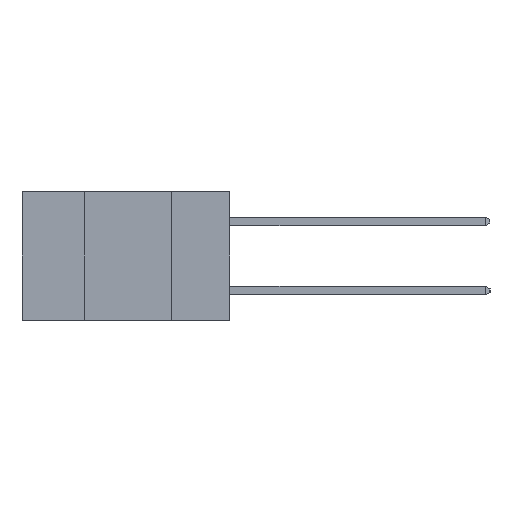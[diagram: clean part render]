
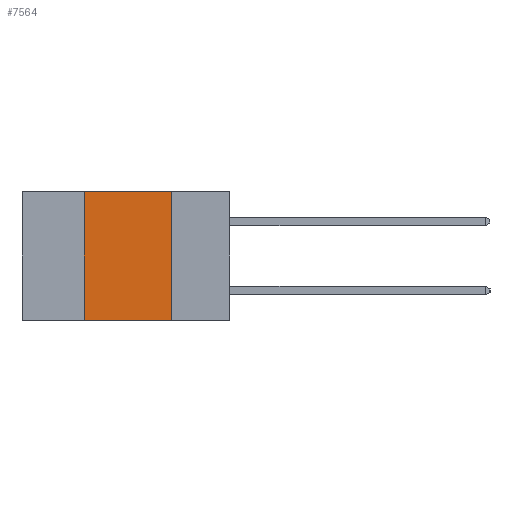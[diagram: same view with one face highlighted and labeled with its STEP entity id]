
A CAD part, left-side view. The second image highlights one B-rep face of the part: STEP entity #7564.
In plain terms, the highlighted planar face has unit normal (-1, 0, 0).
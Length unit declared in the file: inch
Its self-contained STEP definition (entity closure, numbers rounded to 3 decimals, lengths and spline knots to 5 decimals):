
#264 = CARTESIAN_POINT ( 'NONE',  ( 0., 0.17, -0.37 ) ) ;
#376 = VERTEX_POINT ( 'NONE', #264 ) ;
#1835 = ORIENTED_EDGE ( 'NONE', *, *, #16577, .F. ) ;
#2032 = VECTOR ( 'NONE', #3478, 39.37008 ) ;
#2368 = VERTEX_POINT ( 'NONE', #14216 ) ;
#2436 = LINE ( 'NONE', #3862, #2032 ) ;
#3100 = DIRECTION ( 'NONE',  ( 0., -1., 0. ) ) ;
#3478 = DIRECTION ( 'NONE',  ( 0., 0., -1. ) ) ;
#3546 = EDGE_CURVE ( 'NONE', #2368, #376, #6539, .T. ) ;
#3862 = CARTESIAN_POINT ( 'NONE',  ( 0., 0.17, -0.37 ) ) ;
#4032 = EDGE_LOOP ( 'NONE', ( #5317, #1835, #15211, #15400 ) ) ;
#4581 = EDGE_CURVE ( 'NONE', #10169, #376, #2436, .T. ) ;
#4758 = DIRECTION ( 'NONE',  ( 0., 0., -1. ) ) ;
#4805 = DIRECTION ( 'NONE',  ( 1., 0., 0. ) ) ;
#4893 = CARTESIAN_POINT ( 'NONE',  ( 0., 0.6, 0. ) ) ;
#5108 = PLANE ( 'NONE',  #7514 ) ;
#5317 = ORIENTED_EDGE ( 'NONE', *, *, #4581, .F. ) ;
#5739 = FACE_OUTER_BOUND ( 'NONE', #4032, .T. ) ;
#6420 = CARTESIAN_POINT ( 'NONE',  ( 0., 0.42, 0. ) ) ;
#6539 = LINE ( 'NONE', #13883, #16341 ) ;
#7137 = LINE ( 'NONE', #9549, #14034 ) ;
#7514 = AXIS2_PLACEMENT_3D ( 'NONE', #4893, #4805, #4758 ) ;
#7564 = ADVANCED_FACE ( 'NONE', ( #5739 ), #5108, .F. ) ;
#8139 = EDGE_CURVE ( 'NONE', #2368, #15020, #7137, .T. ) ;
#9508 = DIRECTION ( 'NONE',  ( 0., 0., 1. ) ) ;
#9549 = CARTESIAN_POINT ( 'NONE',  ( 0., 0.42, -0.37 ) ) ;
#10169 = VERTEX_POINT ( 'NONE', #10364 ) ;
#10364 = CARTESIAN_POINT ( 'NONE',  ( 0., 0.17, 0. ) ) ;
#10936 = CARTESIAN_POINT ( 'NONE',  ( 0., 0.6, 0. ) ) ;
#12089 = LINE ( 'NONE', #10936, #15433 ) ;
#13810 = DIRECTION ( 'NONE',  ( 0., -1., 0. ) ) ;
#13883 = CARTESIAN_POINT ( 'NONE',  ( 0., 0.6, -0.37 ) ) ;
#14034 = VECTOR ( 'NONE', #9508, 39.37008 ) ;
#14216 = CARTESIAN_POINT ( 'NONE',  ( 0., 0.42, -0.37 ) ) ;
#15020 = VERTEX_POINT ( 'NONE', #6420 ) ;
#15211 = ORIENTED_EDGE ( 'NONE', *, *, #8139, .F. ) ;
#15400 = ORIENTED_EDGE ( 'NONE', *, *, #3546, .T. ) ;
#15433 = VECTOR ( 'NONE', #3100, 39.37008 ) ;
#16341 = VECTOR ( 'NONE', #13810, 39.37008 ) ;
#16577 = EDGE_CURVE ( 'NONE', #15020, #10169, #12089, .T. ) ;
